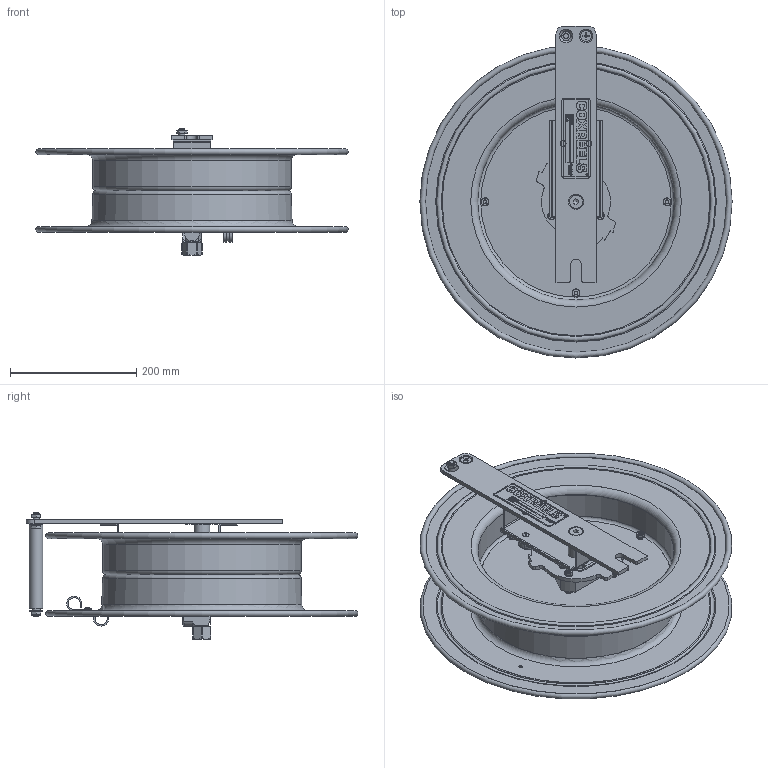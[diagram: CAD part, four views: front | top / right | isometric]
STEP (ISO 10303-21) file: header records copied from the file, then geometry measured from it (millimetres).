
FILE_DESCRIPTION(/* description */ (''),/* implementation_level */ '2;1');
FILE_NAME(/* name */ 'SR19L-L450_SHARED.stp',/* time_stamp */ '2020-04-16T11:23:06-07:00',/* author */ ('NMelton'),/* organization */ (''),/* preprocessor_version */ 'ST-DEVELOPER v17',/* originating_system */ 'Autodesk Inventor 2019',/* authorisation */ '');
FILE_SCHEMA (('AUTOMOTIVE_DESIGN { 1 0 10303 214 3 1 1 }'));
Products named in the file (1): SR19L-L450_SHARED
Bounding box: 495.3 x 526.41 x 200.71 mm (x, y, z)
Surface area: 1078973.7 mm2 (no closed solid volume)
Topology: 0 solids, 113 shells, 2456 faces, 10449 edges, 7695 vertices
Faces by surface type: plane 1305, cylinder 515, bspline 488, cone 106, torus 38, sphere 4
Full cylindrical faces by diameter (mm): 2.159 x2, 2.54 x1, 3.048 x1, 4.826 x2, 4.978 x3, 5.588 x2, 6.35 x8, 7.112 x1, 7.874 x8, 9.525 x4, 10.312 x1, 10.414 x1, 12.548 x1, 12.7 x1, 12.859 x1, 14.224 x1, 17.882 x1, 18.034 x1, 19.05 x1, 20.574 x1, 20.625 x3, 21.133 x1, 21.336 x1, 25.362 x1, 35.052 x1, 39.624 x1, 50.8 x1, 311.912 x1, 314.95 x1
Entity records: 114944 total; most frequent: CARTESIAN_POINT 34217, ORIENTED_EDGE 15303, DIRECTION 13799, EDGE_CURVE 10437, VERTEX_POINT 7695, LINE 6071, VECTOR 6071, AXIS2_PLACEMENT_3D 3864
